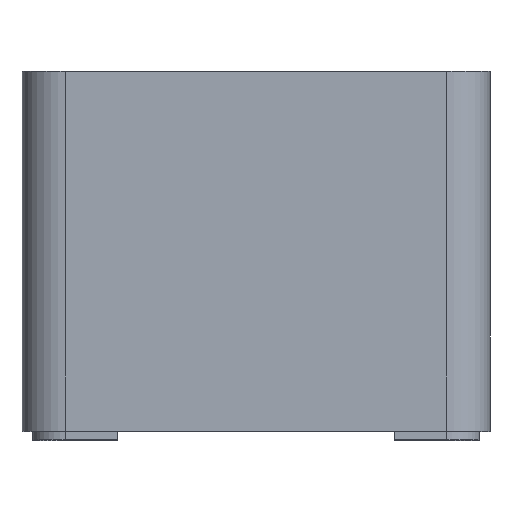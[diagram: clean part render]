
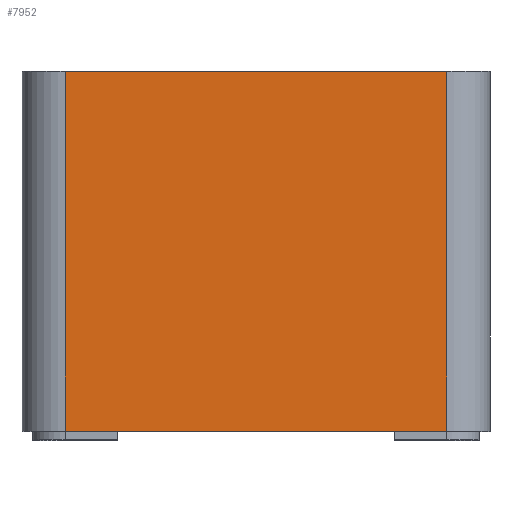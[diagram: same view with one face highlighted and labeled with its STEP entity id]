
A CAD part, top view. The second image highlights one B-rep face of the part: STEP entity #7952.
In plain terms, the highlighted planar face has unit normal (0, 0, 1).
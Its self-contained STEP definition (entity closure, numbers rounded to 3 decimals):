
#762=PLANE('',#8358);
#998=LINE('',#11339,#1701);
#1328=LINE('',#14809,#2031);
#1465=LINE('',#15166,#2168);
#1466=LINE('',#15168,#2169);
#1701=VECTOR('',#8941,10.);
#2031=VECTOR('',#9469,10.);
#2168=VECTOR('',#9838,10.);
#2169=VECTOR('',#9841,10.);
#2655=FACE_OUTER_BOUND('',#3137,.T.);
#3137=EDGE_LOOP('',(#7500,#7501,#7502,#7503));
#3640=VERTEX_POINT('',#11336);
#3641=VERTEX_POINT('',#11338);
#3935=VERTEX_POINT('',#14806);
#3936=VERTEX_POINT('',#14808);
#4490=EDGE_CURVE('',#3641,#3640,#998,.T.);
#5022=EDGE_CURVE('',#3935,#3936,#1328,.T.);
#5201=EDGE_CURVE('',#3640,#3936,#1465,.T.);
#5202=EDGE_CURVE('',#3641,#3935,#1466,.T.);
#7500=ORIENTED_EDGE('',*,*,#4490,.T.);
#7501=ORIENTED_EDGE('',*,*,#5201,.T.);
#7502=ORIENTED_EDGE('',*,*,#5022,.F.);
#7503=ORIENTED_EDGE('',*,*,#5202,.F.);
#7952=ADVANCED_FACE('',(#2655),#762,.T.);
#8358=AXIS2_PLACEMENT_3D('',#15167,#9839,#9840);
#8941=DIRECTION('',(1.,0.,0.));
#9469=DIRECTION('',(1.,0.,0.));
#9838=DIRECTION('',(0.,1.,0.));
#9839=DIRECTION('center_axis',(0.,0.,1.));
#9840=DIRECTION('ref_axis',(1.,0.,0.));
#9841=DIRECTION('',(0.,1.,0.));
#11336=CARTESIAN_POINT('',(22.,0.,27.));
#11338=CARTESIAN_POINT('',(-22.,0.,27.));
#11339=CARTESIAN_POINT('',(-22.,0.,27.));
#14806=CARTESIAN_POINT('',(-22.,41.5,27.));
#14808=CARTESIAN_POINT('',(22.,41.5,27.));
#14809=CARTESIAN_POINT('',(-22.,41.5,27.));
#15166=CARTESIAN_POINT('',(22.,0.,27.));
#15167=CARTESIAN_POINT('Origin',(-22.,0.,27.));
#15168=CARTESIAN_POINT('',(-22.,0.,27.));
